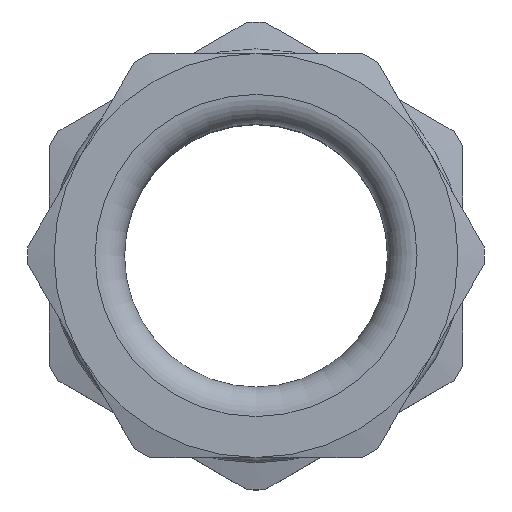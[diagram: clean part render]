
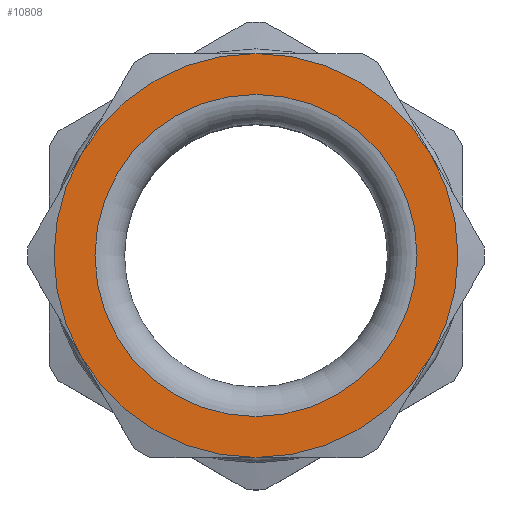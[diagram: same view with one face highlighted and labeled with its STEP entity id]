
A CAD part, top view. The second image highlights one B-rep face of the part: STEP entity #10808.
In plain terms, the highlighted planar face has unit normal (0, 0, 1).
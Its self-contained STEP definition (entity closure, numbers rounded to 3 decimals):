
#9955=CARTESIAN_POINT('',(-17.754,-10.25,48.));
#9956=VERTEX_POINT('',#9955);
#10003=CARTESIAN_POINT('',(-17.754,10.25,48.));
#10004=VERTEX_POINT('',#10003);
#10051=CARTESIAN_POINT('',(0.,20.5,48.));
#10052=VERTEX_POINT('',#10051);
#10102=CARTESIAN_POINT('',(17.754,10.25,48.));
#10103=VERTEX_POINT('',#10102);
#10150=CARTESIAN_POINT('',(17.754,-10.25,48.));
#10151=VERTEX_POINT('',#10150);
#10198=CARTESIAN_POINT('',(0.,-20.5,48.));
#10199=VERTEX_POINT('',#10198);
#10239=CARTESIAN_POINT('',(0.,0.,48.));
#10240=DIRECTION('',(-0.,0.,-1.));
#10241=DIRECTION('',(0.,1.,0.));
#10242=AXIS2_PLACEMENT_3D('',#10239,#10240,#10241);
#10243=CIRCLE('',#10242,20.5);
#10244=EDGE_CURVE('',#10199,#9956,#10243,.T.);
#10263=CARTESIAN_POINT('',(0.,0.,48.));
#10264=DIRECTION('',(-0.,0.,-1.));
#10265=DIRECTION('',(0.,1.,0.));
#10266=AXIS2_PLACEMENT_3D('',#10263,#10264,#10265);
#10267=CIRCLE('',#10266,20.5);
#10268=EDGE_CURVE('',#10151,#10199,#10267,.T.);
#10287=CARTESIAN_POINT('',(0.,0.,48.));
#10288=DIRECTION('',(-0.,0.,-1.));
#10289=DIRECTION('',(0.,1.,0.));
#10290=AXIS2_PLACEMENT_3D('',#10287,#10288,#10289);
#10291=CIRCLE('',#10290,20.5);
#10292=EDGE_CURVE('',#10103,#10151,#10291,.T.);
#10311=CARTESIAN_POINT('',(0.,0.,48.));
#10312=DIRECTION('',(-0.,0.,-1.));
#10313=DIRECTION('',(0.,1.,0.));
#10314=AXIS2_PLACEMENT_3D('',#10311,#10312,#10313);
#10315=CIRCLE('',#10314,20.5);
#10316=EDGE_CURVE('',#10052,#10103,#10315,.T.);
#10335=CARTESIAN_POINT('',(0.,0.,48.));
#10336=DIRECTION('',(-0.,0.,-1.));
#10337=DIRECTION('',(0.,1.,0.));
#10338=AXIS2_PLACEMENT_3D('',#10335,#10336,#10337);
#10339=CIRCLE('',#10338,20.5);
#10340=EDGE_CURVE('',#10004,#10052,#10339,.T.);
#10359=CARTESIAN_POINT('',(0.,0.,48.));
#10360=DIRECTION('',(-0.,0.,-1.));
#10361=DIRECTION('',(0.,1.,0.));
#10362=AXIS2_PLACEMENT_3D('',#10359,#10360,#10361);
#10363=CIRCLE('',#10362,20.5);
#10364=EDGE_CURVE('',#9956,#10004,#10363,.T.);
#10784=CARTESIAN_POINT('',(0.,0.,48.));
#10785=DIRECTION('',(0.,-0.,1.));
#10786=DIRECTION('',(-0.,-1.,-0.));
#10787=AXIS2_PLACEMENT_3D('',#10784,#10785,#10786);
#10788=PLANE('',#10787);
#10789=CARTESIAN_POINT('',(0.,-16.35,48.));
#10790=VERTEX_POINT('',#10789);
#10791=CARTESIAN_POINT('',(0.,0.,48.));
#10792=DIRECTION('',(-0.,0.,-1.));
#10793=DIRECTION('',(-0.,-1.,-0.));
#10794=AXIS2_PLACEMENT_3D('',#10791,#10792,#10793);
#10795=CIRCLE('',#10794,16.35);
#10796=EDGE_CURVE('',#10790,#10790,#10795,.T.);
#10797=ORIENTED_EDGE('',*,*,#10796,.T.);
#10798=EDGE_LOOP('',(#10797));
#10799=FACE_BOUND('',#10798,.T.);
#10800=ORIENTED_EDGE('',*,*,#10244,.F.);
#10801=ORIENTED_EDGE('',*,*,#10268,.F.);
#10802=ORIENTED_EDGE('',*,*,#10292,.F.);
#10803=ORIENTED_EDGE('',*,*,#10316,.F.);
#10804=ORIENTED_EDGE('',*,*,#10340,.F.);
#10805=ORIENTED_EDGE('',*,*,#10364,.F.);
#10806=EDGE_LOOP('',(#10800,#10801,#10802,#10803,#10804,#10805));
#10807=FACE_BOUND('',#10806,.T.);
#10808=ADVANCED_FACE('',(#10799,#10807),#10788,.T.);
